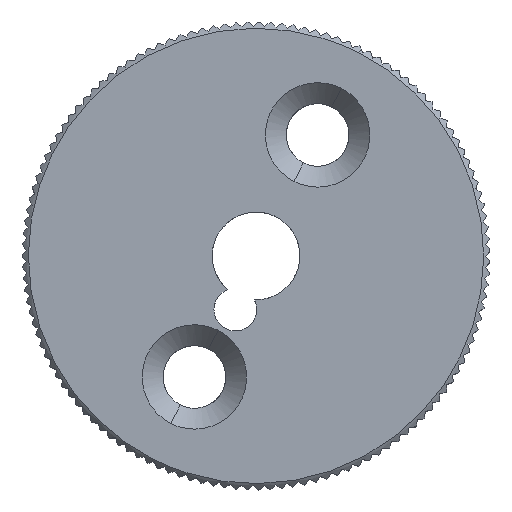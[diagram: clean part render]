
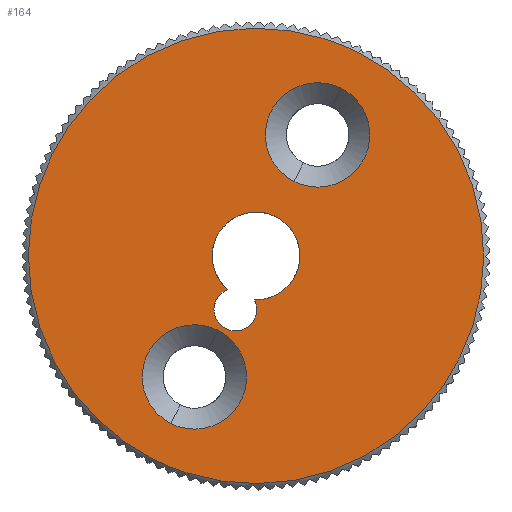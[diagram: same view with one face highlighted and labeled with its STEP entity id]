
A CAD part, top view. The second image highlights one B-rep face of the part: STEP entity #164.
In plain terms, the highlighted planar face has unit normal (0, 0, 1).
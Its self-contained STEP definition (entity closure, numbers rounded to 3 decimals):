
#19=FACE_BOUND('',#980,.T.);
#20=FACE_BOUND('',#981,.T.);
#21=FACE_BOUND('',#982,.T.);
#164=ADVANCED_FACE('',(#569,#19,#20,#21),#6842,.T.);
#569=FACE_OUTER_BOUND('',#979,.T.);
#979=EDGE_LOOP('',(#2203,#2204));
#980=EDGE_LOOP('',(#2205,#2206));
#981=EDGE_LOOP('',(#2207,#2208));
#982=EDGE_LOOP('',(#2209,#2210));
#2203=ORIENTED_EDGE('',*,*,#3796,.F.);
#2204=ORIENTED_EDGE('',*,*,#3927,.F.);
#2205=ORIENTED_EDGE('',*,*,#3935,.T.);
#2206=ORIENTED_EDGE('',*,*,#3937,.F.);
#2207=ORIENTED_EDGE('',*,*,#3652,.F.);
#2208=ORIENTED_EDGE('',*,*,#3650,.F.);
#2209=ORIENTED_EDGE('',*,*,#3659,.F.);
#2210=ORIENTED_EDGE('',*,*,#3657,.F.);
#3650=EDGE_CURVE('',#6831,#6047,#5248,.T.);
#3652=EDGE_CURVE('',#6047,#6831,#5249,.T.);
#3657=EDGE_CURVE('',#6832,#6051,#5253,.T.);
#3659=EDGE_CURVE('',#6051,#6832,#5254,.T.);
#3796=EDGE_CURVE('',#6439,#6830,#5389,.T.);
#3927=EDGE_CURVE('',#6830,#6439,#5519,.T.);
#3935=EDGE_CURVE('',#6828,#6827,#5524,.T.);
#3937=EDGE_CURVE('',#6828,#6827,#5525,.T.);
#5248=(
BOUNDED_CURVE()
B_SPLINE_CURVE(2,(#9478,#9479,#9480,#9481,#9482),.UNSPECIFIED.,.F.,.F.)
B_SPLINE_CURVE_WITH_KNOTS((3,2,3),(0.008,0.012,
0.016),.UNSPECIFIED.)
CURVE()
GEOMETRIC_REPRESENTATION_ITEM()
RATIONAL_B_SPLINE_CURVE((1.,0.707,1.,0.707,1.))
REPRESENTATION_ITEM('')
);
#5249=(
BOUNDED_CURVE()
B_SPLINE_CURVE(2,(#9485,#9486,#9487,#9488,#9489),.UNSPECIFIED.,.F.,.F.)
B_SPLINE_CURVE_WITH_KNOTS((3,2,3),(0.,0.004,0.008),
 .UNSPECIFIED.)
CURVE()
GEOMETRIC_REPRESENTATION_ITEM()
RATIONAL_B_SPLINE_CURVE((1.,0.707,1.,0.707,1.))
REPRESENTATION_ITEM('')
);
#5253=(
BOUNDED_CURVE()
B_SPLINE_CURVE(2,(#9507,#9508,#9509,#9510,#9511),.UNSPECIFIED.,.F.,.F.)
B_SPLINE_CURVE_WITH_KNOTS((3,2,3),(0.008,0.012,
0.016),.UNSPECIFIED.)
CURVE()
GEOMETRIC_REPRESENTATION_ITEM()
RATIONAL_B_SPLINE_CURVE((1.,0.707,1.,0.707,1.))
REPRESENTATION_ITEM('')
);
#5254=(
BOUNDED_CURVE()
B_SPLINE_CURVE(2,(#9514,#9515,#9516,#9517,#9518),.UNSPECIFIED.,.F.,.F.)
B_SPLINE_CURVE_WITH_KNOTS((3,2,3),(0.,0.004,0.008),
 .UNSPECIFIED.)
CURVE()
GEOMETRIC_REPRESENTATION_ITEM()
RATIONAL_B_SPLINE_CURVE((1.,0.707,1.,0.707,1.))
REPRESENTATION_ITEM('')
);
#5389=(
BOUNDED_CURVE()
B_SPLINE_CURVE(2,(#9935,#9936,#9937,#9938,#9939),.UNSPECIFIED.,.F.,.F.)
B_SPLINE_CURVE_WITH_KNOTS((3,2,3),(0.,0.017,0.034),
 .UNSPECIFIED.)
CURVE()
GEOMETRIC_REPRESENTATION_ITEM()
RATIONAL_B_SPLINE_CURVE((1.,0.707,1.,0.707,1.))
REPRESENTATION_ITEM('')
);
#5519=(
BOUNDED_CURVE()
B_SPLINE_CURVE(2,(#10329,#10330,#10331,#10332,#10333),.UNSPECIFIED.,.F.,
 .F.)
B_SPLINE_CURVE_WITH_KNOTS((3,2,3),(0.034,0.051,
0.068),.UNSPECIFIED.)
CURVE()
GEOMETRIC_REPRESENTATION_ITEM()
RATIONAL_B_SPLINE_CURVE((1.,0.707,1.,0.707,1.))
REPRESENTATION_ITEM('')
);
#5524=(
BOUNDED_CURVE()
B_SPLINE_CURVE(2,(#10360,#10361,#10362,#10363,#10364,#10365,#10366,#10367,
#10368),.UNSPECIFIED.,.F.,.F.)
B_SPLINE_CURVE_WITH_KNOTS((3,2,2,2,3),(-0.012,-0.009,
-0.006,-0.003,0.),.UNSPECIFIED.)
CURVE()
GEOMETRIC_REPRESENTATION_ITEM()
RATIONAL_B_SPLINE_CURVE((1.,0.763,1.,0.763,1.,0.763,
1.,0.763,1.))
REPRESENTATION_ITEM('')
);
#5525=(
BOUNDED_CURVE()
B_SPLINE_CURVE(2,(#10371,#10372,#10373,#10374,#10375,#10376,#10377,#10378,
#10379),.UNSPECIFIED.,.F.,.F.)
B_SPLINE_CURVE_WITH_KNOTS((3,2,2,2,3),(0.,0.001,0.002,
0.004,0.005),.UNSPECIFIED.)
CURVE()
GEOMETRIC_REPRESENTATION_ITEM()
RATIONAL_B_SPLINE_CURVE((1.,0.824,1.,0.824,1.,0.824,
1.,0.824,1.))
REPRESENTATION_ITEM('')
);
#6047=VERTEX_POINT('',#8639);
#6051=VERTEX_POINT('',#8643);
#6439=VERTEX_POINT('',#9031);
#6827=VERTEX_POINT('',#9419);
#6828=VERTEX_POINT('',#9420);
#6830=VERTEX_POINT('',#9422);
#6831=VERTEX_POINT('',#9423);
#6832=VERTEX_POINT('',#9424);
#6842=PLANE('',#7469);
#7469=AXIS2_PLACEMENT_3D('',#8334,#7868,$);
#7868=DIRECTION('',(0.,0.,1.));
#8334=CARTESIAN_POINT('',(987.936,268.337,128.04));
#8639=CARTESIAN_POINT('',(161.486,-3.565,128.04));
#8643=CARTESIAN_POINT('',(167.382,8.021,128.04));
#9031=CARTESIAN_POINT('',(158.356,-9.714,128.04));
#9419=CARTESIAN_POINT('',(163.222,-2.099,128.04));
#9420=CARTESIAN_POINT('',(161.947,-1.606,128.04));
#9422=CARTESIAN_POINT('',(168.244,9.714,128.04));
#9423=CARTESIAN_POINT('',(159.218,-8.021,128.04));
#9424=CARTESIAN_POINT('',(165.114,3.565,128.04));
#9478=CARTESIAN_POINT('',(159.218,-8.021,128.04));
#9479=CARTESIAN_POINT('',(161.446,-9.155,128.04));
#9480=CARTESIAN_POINT('',(162.58,-6.927,128.04));
#9481=CARTESIAN_POINT('',(163.714,-4.699,128.04));
#9482=CARTESIAN_POINT('',(161.486,-3.565,128.04));
#9485=CARTESIAN_POINT('',(161.486,-3.565,128.04));
#9486=CARTESIAN_POINT('',(159.258,-2.431,128.04));
#9487=CARTESIAN_POINT('',(158.124,-4.659,128.04));
#9488=CARTESIAN_POINT('',(156.99,-6.887,128.04));
#9489=CARTESIAN_POINT('',(159.218,-8.021,128.04));
#9507=CARTESIAN_POINT('',(165.114,3.565,128.04));
#9508=CARTESIAN_POINT('',(167.342,2.431,128.04));
#9509=CARTESIAN_POINT('',(168.476,4.659,128.04));
#9510=CARTESIAN_POINT('',(169.61,6.887,128.04));
#9511=CARTESIAN_POINT('',(167.382,8.021,128.04));
#9514=CARTESIAN_POINT('',(167.382,8.021,128.04));
#9515=CARTESIAN_POINT('',(165.154,9.155,128.04));
#9516=CARTESIAN_POINT('',(164.02,6.927,128.04));
#9517=CARTESIAN_POINT('',(162.886,4.699,128.04));
#9518=CARTESIAN_POINT('',(165.114,3.565,128.04));
#9935=CARTESIAN_POINT('',(158.356,-9.714,128.04));
#9936=CARTESIAN_POINT('',(148.642,-4.77,128.04));
#9937=CARTESIAN_POINT('',(153.586,4.944,128.04));
#9938=CARTESIAN_POINT('',(158.53,14.658,128.04));
#9939=CARTESIAN_POINT('',(168.244,9.714,128.04));
#10329=CARTESIAN_POINT('',(168.244,9.714,128.04));
#10330=CARTESIAN_POINT('',(177.958,4.77,128.04));
#10331=CARTESIAN_POINT('',(173.014,-4.944,128.04));
#10332=CARTESIAN_POINT('',(168.07,-14.658,128.04));
#10333=CARTESIAN_POINT('',(158.356,-9.714,128.04));
#10360=CARTESIAN_POINT('',(161.947,-1.606,128.04));
#10361=CARTESIAN_POINT('',(160.587,-0.461,128.04));
#10362=CARTESIAN_POINT('',(161.493,1.069,128.04));
#10363=CARTESIAN_POINT('',(162.398,2.6,128.04));
#10364=CARTESIAN_POINT('',(164.057,1.959,128.04));
#10365=CARTESIAN_POINT('',(165.715,1.318,128.04));
#10366=CARTESIAN_POINT('',(165.357,-0.423,128.04));
#10367=CARTESIAN_POINT('',(164.998,-2.165,128.04));
#10368=CARTESIAN_POINT('',(163.222,-2.099,128.04));
#10371=CARTESIAN_POINT('',(161.947,-1.606,128.04));
#10372=CARTESIAN_POINT('',(161.287,-1.855,128.04));
#10373=CARTESIAN_POINT('',(161.284,-2.561,128.04));
#10374=CARTESIAN_POINT('',(161.281,-3.267,128.04));
#10375=CARTESIAN_POINT('',(161.94,-3.521,128.04));
#10376=CARTESIAN_POINT('',(162.598,-3.776,128.04));
#10377=CARTESIAN_POINT('',(163.07,-3.251,128.04));
#10378=CARTESIAN_POINT('',(163.543,-2.727,128.04));
#10379=CARTESIAN_POINT('',(163.222,-2.099,128.04));
